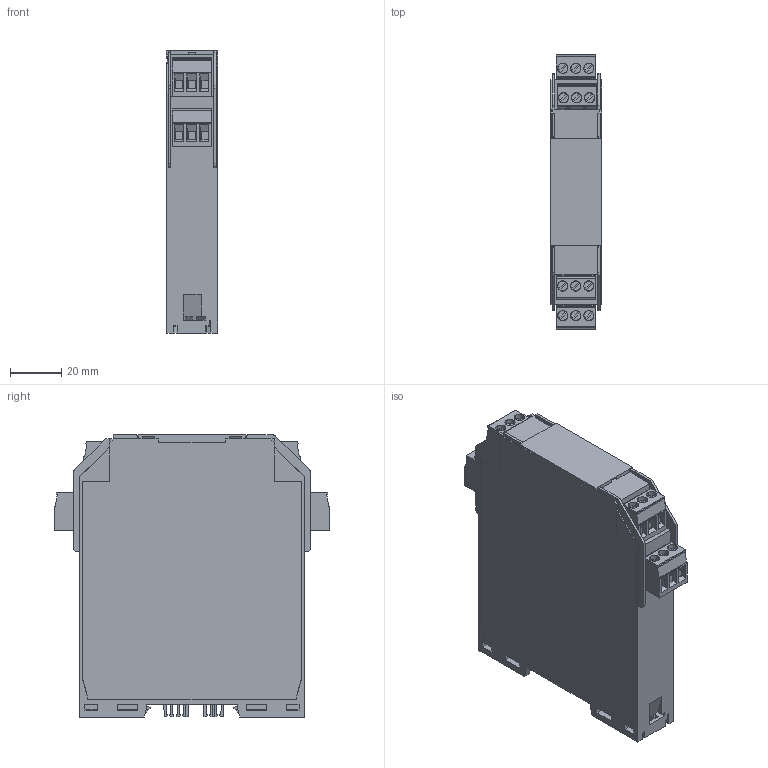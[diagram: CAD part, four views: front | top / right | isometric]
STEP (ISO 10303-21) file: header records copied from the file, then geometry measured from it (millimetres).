
FILE_DESCRIPTION((''),'2;1');
FILE_NAME('CAD-1110A_ASM','2024-04-29T10:41:48',('creinig-se'),(''),'CREO PARAMETRIC BY PTC INC, 2022284','CREO PARAMETRIC BY PTC INC, 2022284','');
FILE_SCHEMA(('CONFIG_CONTROL_DESIGN','SHAPE_APPEARANCE_LAYERS_GROUPS'));
Length unit declared in the file: millimetre
Products named in the file (5): CAD-8661_20IGER_2_SW0001; CAD-7210_MSTB_2_5-HC-3-ST-5; CAD-7210_K-SYS-SPRING-CONTACT; CAD-8895_COVER_20MM; CAD-1110A_ASM
Assembly tree (7 placements, depth 2):
  CAD-1110A_ASM
    CAD-8661_20IGER_2_SW0001
    CAD-7210_MSTB_2_5-HC-3-ST-5  x4
    CAD-7210_K-SYS-SPRING-CONTACT
    CAD-8895_COVER_20MM
Bounding box: 20.1 x 107.3 x 110 mm (x, y, z)
Volume: 185661.9 mm3; surface area: 41271.7 mm2
Topology: 7 solids, 7 shells, 1690 faces, 4722 edges, 2972 vertices
Faces by surface type: plane 1248, cylinder 358, bspline 84
Entity records: 38832 total; most frequent: CARTESIAN_POINT 6575, ORIENTED_EDGE 5350, DIRECTION 4967, EDGE_CURVE 2675, VECTOR 2197, LINE 2197, PRESENTATION_STYLE_ASSIGNMENT 1841, STYLED_ITEM 1841
